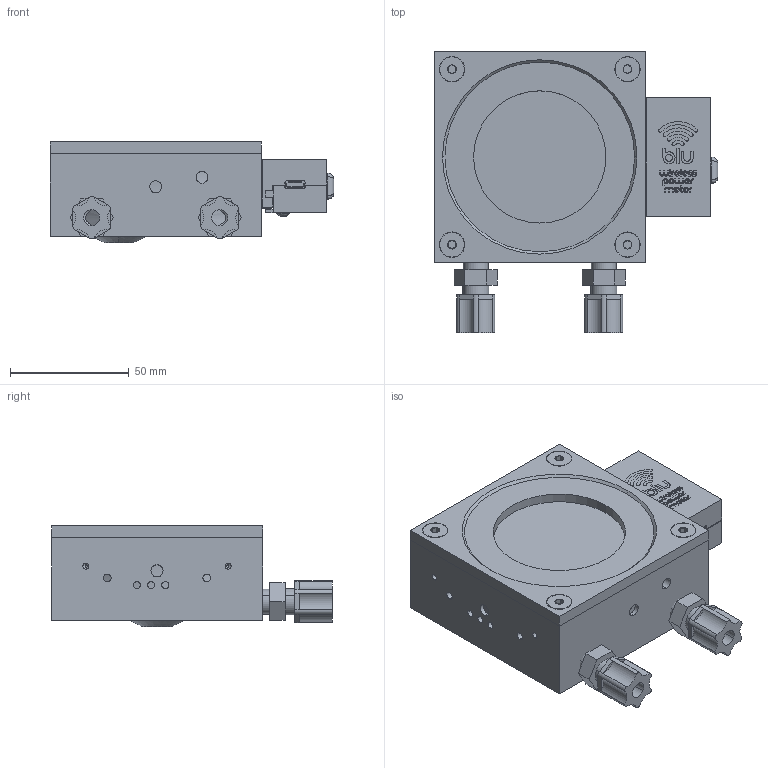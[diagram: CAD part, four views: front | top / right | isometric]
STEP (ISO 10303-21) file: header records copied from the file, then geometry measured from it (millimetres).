
FILE_DESCRIPTION (( 'STEP AP214' ), '1' );
FILE_NAME ('SK-9733 UP55M-500W-H12-BLU.STEP', '2017-12-06T19:05:47', ( '' ), ( '' ), 'SwSTEP 2.0', 'SolidWorks 2016', '' );
FILE_SCHEMA (( 'AUTOMOTIVE_DESIGN' ));
Length unit declared in the file: millimetre
Products named in the file (1): SK-9733 UP55M-500W-H12-BLU
Bounding box: 119.57 x 118.5 x 42.66 mm (x, y, z)
Volume: 338231.5 mm3; surface area: 65298.4 mm2
Topology: 11 solids, 15 shells, 1473 faces, 3895 edges, 2514 vertices
Faces by surface type: cylinder 588, plane 467, bspline 261, cone 141, torus 12, sphere 4
Entity records: 76654 total; most frequent: CARTESIAN_POINT 27576, ORIENTED_EDGE 7738, DIRECTION 5544, EDGE_CURVE 3869, VERTEX_POINT 2514, LINE 1940, VECTOR 1940, AXIS2_PLACEMENT_3D 1802
